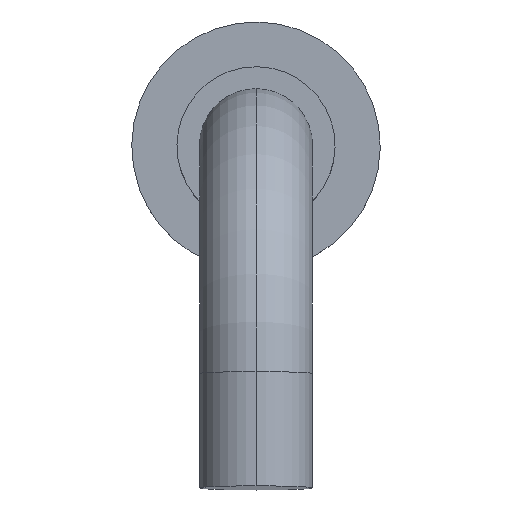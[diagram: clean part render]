
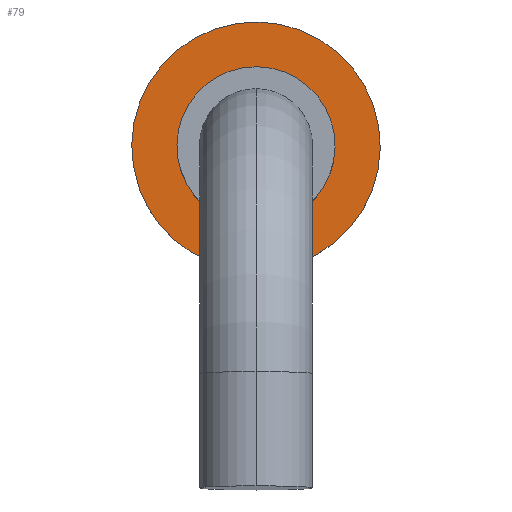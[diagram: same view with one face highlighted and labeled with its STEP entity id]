
A CAD part, top view. The second image highlights one B-rep face of the part: STEP entity #79.
In plain terms, the highlighted face is planar.
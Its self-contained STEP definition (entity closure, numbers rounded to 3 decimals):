
#34 = FACE_OUTER_BOUND ( 'NONE', #431, .T. ) ;
#37 = DIRECTION ( 'NONE',  ( 0., -1., 0. ) ) ;
#40 = CARTESIAN_POINT ( 'NONE',  ( 0., -9., 0. ) ) ;
#57 = CIRCLE ( 'NONE', #646, 17.5 ) ;
#79 = ADVANCED_FACE ( 'NONE', ( #34, #644 ), #205, .T. ) ;
#120 = ORIENTED_EDGE ( 'NONE', *, *, #550, .T. ) ;
#151 = ORIENTED_EDGE ( 'NONE', *, *, #663, .F. ) ;
#166 = DIRECTION ( 'NONE',  ( 0., 0., -1. ) ) ;
#185 = EDGE_LOOP ( 'NONE', ( #298, #151 ) ) ;
#187 = VERTEX_POINT ( 'NONE', #580 ) ;
#203 = DIRECTION ( 'NONE',  ( 0., -1., 0. ) ) ;
#205 = PLANE ( 'NONE',  #417 ) ;
#208 = CARTESIAN_POINT ( 'NONE',  ( 0., -9., 0. ) ) ;
#221 = VERTEX_POINT ( 'NONE', #376 ) ;
#235 = EDGE_CURVE ( 'NONE', #187, #221, #270, .T. ) ;
#270 = CIRCLE ( 'NONE', #292, 27.5 ) ;
#275 = CARTESIAN_POINT ( 'NONE',  ( 27.5, -9., 0. ) ) ;
#292 = AXIS2_PLACEMENT_3D ( 'NONE', #208, #203, #166 ) ;
#298 = ORIENTED_EDGE ( 'NONE', *, *, #472, .F. ) ;
#325 = DIRECTION ( 'NONE',  ( 0., 0., -1. ) ) ;
#361 = VERTEX_POINT ( 'NONE', #562 ) ;
#375 = AXIS2_PLACEMENT_3D ( 'NONE', #563, #514, #512 ) ;
#376 = CARTESIAN_POINT ( 'NONE',  ( 0., -9., 27.5 ) ) ;
#389 = ORIENTED_EDGE ( 'NONE', *, *, #235, .T. ) ;
#417 = AXIS2_PLACEMENT_3D ( 'NONE', #275, #428, #325 ) ;
#418 = VERTEX_POINT ( 'NONE', #448 ) ;
#428 = DIRECTION ( 'NONE',  ( 0., -1., 0. ) ) ;
#431 = EDGE_LOOP ( 'NONE', ( #389, #120 ) ) ;
#446 = AXIS2_PLACEMENT_3D ( 'NONE', #577, #655, #598 ) ;
#448 = CARTESIAN_POINT ( 'NONE',  ( 0., -9., 17.5 ) ) ;
#472 = EDGE_CURVE ( 'NONE', #361, #418, #57, .T. ) ;
#512 = DIRECTION ( 'NONE',  ( 0., 0., -1. ) ) ;
#514 = DIRECTION ( 'NONE',  ( 0., -1., 0. ) ) ;
#550 = EDGE_CURVE ( 'NONE', #221, #187, #613, .T. ) ;
#562 = CARTESIAN_POINT ( 'NONE',  ( 0., -9., -17.5 ) ) ;
#563 = CARTESIAN_POINT ( 'NONE',  ( 0., -9., 0. ) ) ;
#577 = CARTESIAN_POINT ( 'NONE',  ( 0., -9., 0. ) ) ;
#580 = CARTESIAN_POINT ( 'NONE',  ( 0., -9., -27.5 ) ) ;
#598 = DIRECTION ( 'NONE',  ( 0., 0., -1. ) ) ;
#613 = CIRCLE ( 'NONE', #375, 27.5 ) ;
#644 = FACE_BOUND ( 'NONE', #185, .T. ) ;
#646 = AXIS2_PLACEMENT_3D ( 'NONE', #40, #37, #683 ) ;
#655 = DIRECTION ( 'NONE',  ( 0., -1., 0. ) ) ;
#659 = CIRCLE ( 'NONE', #446, 17.5 ) ;
#663 = EDGE_CURVE ( 'NONE', #418, #361, #659, .T. ) ;
#683 = DIRECTION ( 'NONE',  ( 0., 0., -1. ) ) ;
